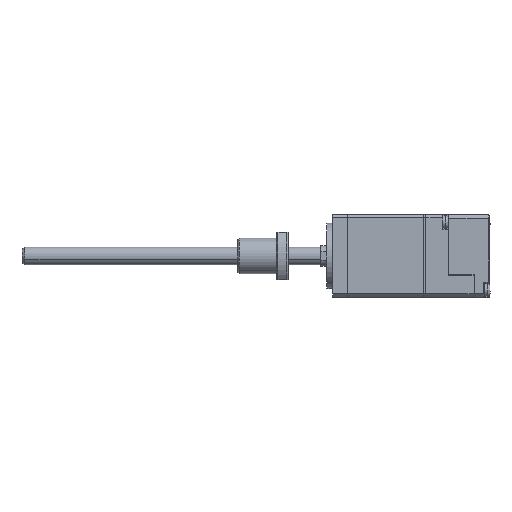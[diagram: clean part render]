
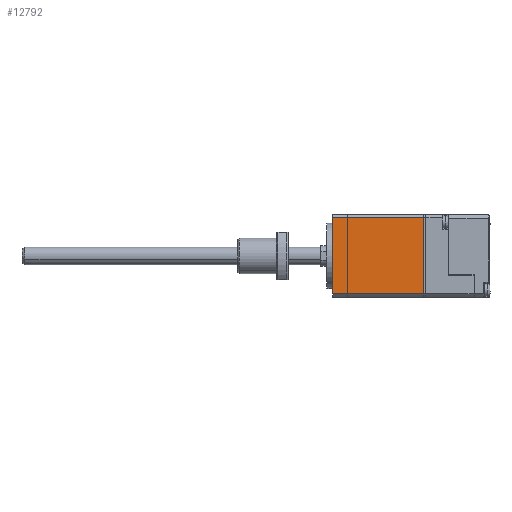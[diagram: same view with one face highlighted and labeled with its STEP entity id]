
A CAD part, left-side view. The second image highlights one B-rep face of the part: STEP entity #12792.
In plain terms, the highlighted planar face has unit normal (-1, 0, 0).
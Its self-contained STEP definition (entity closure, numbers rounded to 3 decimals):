
#107 = VECTOR ( 'NONE', #2855, 1000. ) ;
#190 = LINE ( 'NONE', #14692, #1346 ) ;
#356 = CARTESIAN_POINT ( 'NONE',  ( -26.711, -0.974, 6.755 ) ) ;
#558 = EDGE_CURVE ( 'NONE', #4149, #4994, #2335, .T. ) ;
#1331 = LINE ( 'NONE', #10971, #7879 ) ;
#1346 = VECTOR ( 'NONE', #12140, 1000. ) ;
#1560 = EDGE_CURVE ( 'NONE', #11113, #4149, #1331, .T. ) ;
#2206 = DIRECTION ( 'NONE',  ( 0., 0., -1. ) ) ;
#2335 = LINE ( 'NONE', #5540, #6172 ) ;
#2401 = DIRECTION ( 'NONE',  ( 0., 0., -1. ) ) ;
#2460 = ORIENTED_EDGE ( 'NONE', *, *, #558, .T. ) ;
#2855 = DIRECTION ( 'NONE',  ( 0., -1., 0. ) ) ;
#4149 = VERTEX_POINT ( 'NONE', #356 ) ;
#4522 = ORIENTED_EDGE ( 'NONE', *, *, #1560, .T. ) ;
#4994 = VERTEX_POINT ( 'NONE', #13082 ) ;
#5540 = CARTESIAN_POINT ( 'NONE',  ( -26.711, -0.974, 6.755 ) ) ;
#6039 = VERTEX_POINT ( 'NONE', #7541 ) ;
#6172 = VECTOR ( 'NONE', #8119, 1000. ) ;
#6866 = AXIS2_PLACEMENT_3D ( 'NONE', #9533, #13191, #2206 ) ;
#7541 = CARTESIAN_POINT ( 'NONE',  ( -26.711, -31.654, 32.445 ) ) ;
#7705 = ORIENTED_EDGE ( 'NONE', *, *, #10649, .F. ) ;
#7847 = CARTESIAN_POINT ( 'NONE',  ( -26.711, -0.974, 32.445 ) ) ;
#7879 = VECTOR ( 'NONE', #2401, 1000. ) ;
#8119 = DIRECTION ( 'NONE',  ( 0., -1., 0. ) ) ;
#8369 = ORIENTED_EDGE ( 'NONE', *, *, #9515, .F. ) ;
#9515 = EDGE_CURVE ( 'NONE', #6039, #4994, #190, .T. ) ;
#9533 = CARTESIAN_POINT ( 'NONE',  ( -26.711, -0.974, 32.445 ) ) ;
#10148 = FACE_OUTER_BOUND ( 'NONE', #13415, .T. ) ;
#10649 = EDGE_CURVE ( 'NONE', #11113, #6039, #11305, .T. ) ;
#10971 = CARTESIAN_POINT ( 'NONE',  ( -26.711, -0.974, 32.445 ) ) ;
#11035 = CARTESIAN_POINT ( 'NONE',  ( -26.711, -0.974, 32.445 ) ) ;
#11113 = VERTEX_POINT ( 'NONE', #11035 ) ;
#11305 = LINE ( 'NONE', #7847, #107 ) ;
#11950 = PLANE ( 'NONE',  #6866 ) ;
#12140 = DIRECTION ( 'NONE',  ( 0., 0., -1. ) ) ;
#12792 = ADVANCED_FACE ( 'NONE', ( #10148 ), #11950, .T. ) ;
#13082 = CARTESIAN_POINT ( 'NONE',  ( -26.711, -31.654, 6.755 ) ) ;
#13191 = DIRECTION ( 'NONE',  ( -1., 0., 0. ) ) ;
#13415 = EDGE_LOOP ( 'NONE', ( #8369, #7705, #4522, #2460 ) ) ;
#14692 = CARTESIAN_POINT ( 'NONE',  ( -26.711, -31.654, 32.445 ) ) ;
